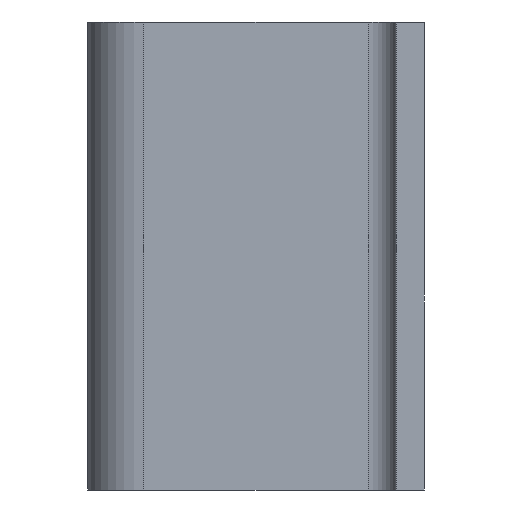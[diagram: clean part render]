
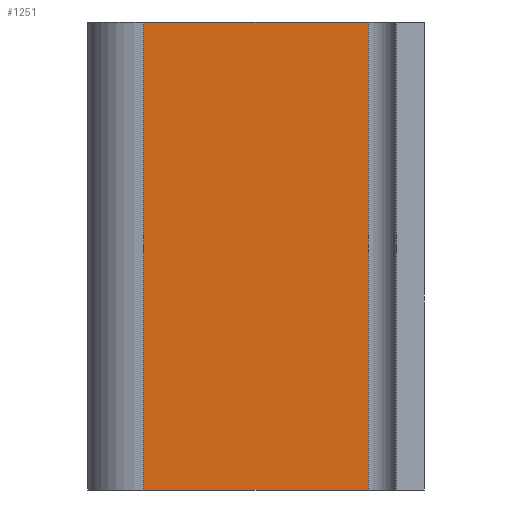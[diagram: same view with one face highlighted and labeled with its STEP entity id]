
A CAD part, left-side view. The second image highlights one B-rep face of the part: STEP entity #1251.
In plain terms, the highlighted planar face has unit normal (-1, 0, 0).
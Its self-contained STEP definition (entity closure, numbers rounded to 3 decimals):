
#486 = DIRECTION ( 'NONE',  ( 0., 1., 0. ) ) ;
#488 = CARTESIAN_POINT ( 'NONE',  ( -263., -6., 25. ) ) ;
#524 = DIRECTION ( 'NONE',  ( 0., 1., 0. ) ) ;
#530 = CARTESIAN_POINT ( 'NONE',  ( -263., -6., -25. ) ) ;
#604 = CARTESIAN_POINT ( 'NONE',  ( -263., -6., -25. ) ) ;
#716 = CARTESIAN_POINT ( 'NONE',  ( -263., -30., 25. ) ) ;
#719 = CARTESIAN_POINT ( 'NONE',  ( -263., -6., 25. ) ) ;
#725 = CARTESIAN_POINT ( 'NONE',  ( -263., -30., -25. ) ) ;
#837 = CARTESIAN_POINT ( 'NONE',  ( -263., -6., 25. ) ) ;
#838 = DIRECTION ( 'NONE',  ( 0., 0., -1. ) ) ;
#839 = CARTESIAN_POINT ( 'NONE',  ( -263., -30., 25. ) ) ;
#840 = DIRECTION ( 'NONE',  ( 0., 0., -1. ) ) ;
#1251 = ADVANCED_FACE ( 'NONE', ( #2092 ), #3646, .T. ) ;
#1350 = EDGE_CURVE ( 'NONE', #1539, #1542, #2247, .T. ) ;
#1368 = EDGE_CURVE ( 'NONE', #1548, #1425, #2276, .T. ) ;
#1425 = VERTEX_POINT ( 'NONE', #604 ) ;
#1539 = VERTEX_POINT ( 'NONE', #716 ) ;
#1542 = VERTEX_POINT ( 'NONE', #719 ) ;
#1548 = VERTEX_POINT ( 'NONE', #725 ) ;
#1593 = EDGE_LOOP ( 'NONE', ( #1830, #1831, #1832, #1833 ) ) ;
#1830 = ORIENTED_EDGE ( 'NONE', *, *, #3949, .T. ) ;
#1831 = ORIENTED_EDGE ( 'NONE', *, *, #1368, .F. ) ;
#1832 = ORIENTED_EDGE ( 'NONE', *, *, #3950, .F. ) ;
#1833 = ORIENTED_EDGE ( 'NONE', *, *, #1350, .T. ) ;
#2092 = FACE_OUTER_BOUND ( 'NONE', #1593, .T. ) ;
#2247 = LINE ( 'NONE', #488, #2251 ) ;
#2251 = VECTOR ( 'NONE', #486, 1000. ) ;
#2276 = LINE ( 'NONE', #530, #2282 ) ;
#2282 = VECTOR ( 'NONE', #524, 1000. ) ;
#2382 = LINE ( 'NONE', #837, #2385 ) ;
#2384 = LINE ( 'NONE', #839, #2387 ) ;
#2385 = VECTOR ( 'NONE', #838, 1000. ) ;
#2387 = VECTOR ( 'NONE', #840, 1000. ) ;
#2952 = AXIS2_PLACEMENT_3D ( 'NONE', #3640, #3649, #3650 ) ;
#3640 = CARTESIAN_POINT ( 'NONE',  ( -263., -6., 25. ) ) ;
#3646 = PLANE ( 'NONE',  #2952 ) ;
#3649 = DIRECTION ( 'NONE',  ( -1., 0., 0. ) ) ;
#3650 = DIRECTION ( 'NONE',  ( 0., -1., 0. ) ) ;
#3949 = EDGE_CURVE ( 'NONE', #1542, #1425, #2382, .T. ) ;
#3950 = EDGE_CURVE ( 'NONE', #1539, #1548, #2384, .T. ) ;
